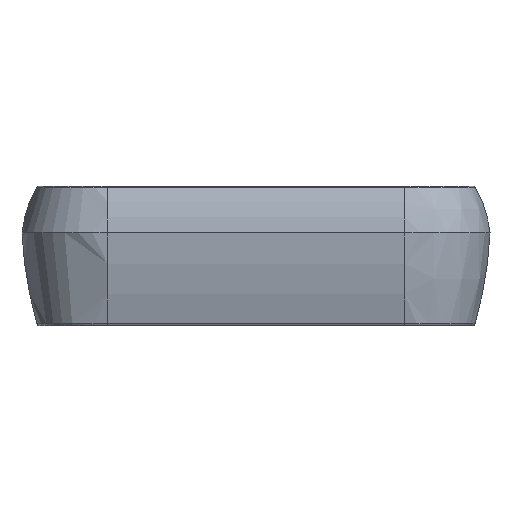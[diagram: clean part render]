
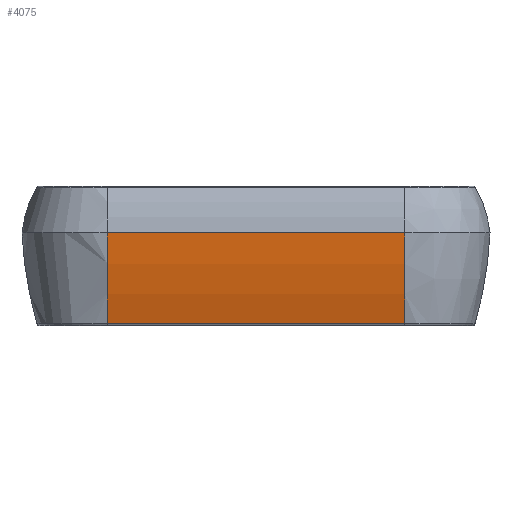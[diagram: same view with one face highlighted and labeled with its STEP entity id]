
A CAD part, left-side view. The second image highlights one B-rep face of the part: STEP entity #4075.
In plain terms, the highlighted cylindrical face has radius 25 mm (diameter 50 mm), a partial arc.
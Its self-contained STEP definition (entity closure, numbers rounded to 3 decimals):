
#941=CARTESIAN_POINT('',(-23.038,-10.249,-5.855));
#942=VERTEX_POINT('',#941);
#950=CARTESIAN_POINT('',(-23.038,8.881,-5.855));
#951=VERTEX_POINT('',#950);
#952=CARTESIAN_POINT('',(-23.038,-10.249,-5.855));
#953=DIRECTION('',(0.0,1.0,0.0));
#954=VECTOR('',#953,19.13);
#955=LINE('',#952,#954);
#956=EDGE_CURVE('',#942,#951,#955,.T.);
#2202=CARTESIAN_POINT('',(-23.995,8.881,-0.015));
#2203=VERTEX_POINT('',#2202);
#2204=CARTESIAN_POINT('',(0.981,8.881,1.079));
#2205=DIRECTION('',(0.0,-1.0,0.0));
#2206=DIRECTION('',(-0.959,0.0,-0.283));
#2207=AXIS2_PLACEMENT_3D('',#2204,#2205,#2206);
#2208=CIRCLE('',#2207,25.);
#2209=EDGE_CURVE('',#2203,#951,#2208,.T.);
#2314=CARTESIAN_POINT('',(-23.995,-10.249,-0.015));
#2315=VERTEX_POINT('',#2314);
#2383=CARTESIAN_POINT('',(-23.995,8.881,-0.015));
#2384=DIRECTION('',(0.,-1.0,0.));
#2385=VECTOR('',#2384,19.13);
#2386=LINE('',#2383,#2385);
#2387=EDGE_CURVE('',#2203,#2315,#2386,.T.);
#2762=CARTESIAN_POINT('',(0.981,-10.249,1.079));
#2763=DIRECTION('',(0.0,1.0,0.0));
#2764=DIRECTION('',(-0.959,0.0,-0.283));
#2765=AXIS2_PLACEMENT_3D('',#2762,#2763,#2764);
#2766=CIRCLE('',#2765,25.);
#2767=EDGE_CURVE('',#942,#2315,#2766,.T.);
#4064=CARTESIAN_POINT('',(0.981,-10.249,1.079));
#4065=DIRECTION('',(0.0,1.0,0.0));
#4066=DIRECTION('',(-0.959,0.0,-0.283));
#4067=AXIS2_PLACEMENT_3D('',#4064,#4065,#4066);
#4068=CYLINDRICAL_SURFACE('',#4067,25.);
#4069=ORIENTED_EDGE('',*,*,#956,.F.);
#4070=ORIENTED_EDGE('',*,*,#2767,.T.);
#4071=ORIENTED_EDGE('',*,*,#2387,.F.);
#4072=ORIENTED_EDGE('',*,*,#2209,.T.);
#4073=EDGE_LOOP('',(#4069,#4070,#4071,#4072));
#4074=FACE_OUTER_BOUND('',#4073,.T.);
#4075=ADVANCED_FACE('',(#4074),#4068,.T.);
